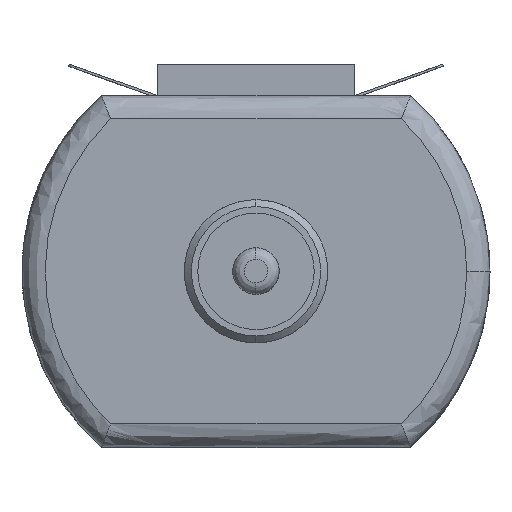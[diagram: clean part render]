
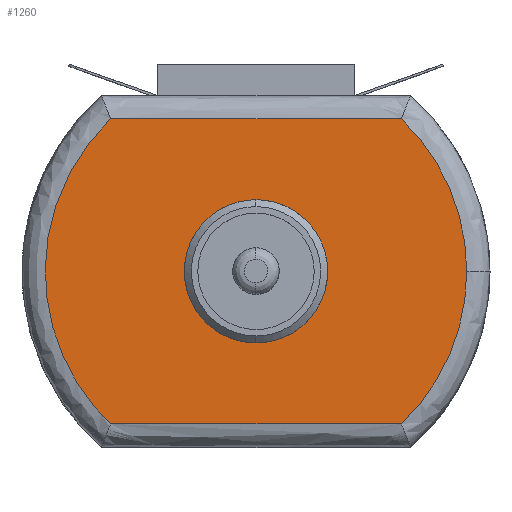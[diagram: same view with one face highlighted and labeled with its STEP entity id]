
A CAD part, top view. The second image highlights one B-rep face of the part: STEP entity #1260.
In plain terms, the highlighted free-form (B-spline) face has degree [1, 1] with [2, 2] control points.
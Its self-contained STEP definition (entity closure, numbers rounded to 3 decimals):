
#324 = VERTEX_POINT('',#325);
#325 = CARTESIAN_POINT('',(0.,-4.193,0.));
#330 = EDGE_CURVE('',#324,#331,#333,.T.);
#331 = VERTEX_POINT('',#332);
#332 = CARTESIAN_POINT('',(0.,4.193,0.));
#333 = ( BOUNDED_CURVE() B_SPLINE_CURVE(2,(#334,#335,#336,#337,#338),
.UNSPECIFIED.,.F.,.F.) B_SPLINE_CURVE_WITH_KNOTS((3,2,3),(4.712
,6.283,7.854),.PIECEWISE_BEZIER_KNOTS.) CURVE() 
GEOMETRIC_REPRESENTATION_ITEM() RATIONAL_B_SPLINE_CURVE((1.,
0.707,1.,0.707,1.)) REPRESENTATION_ITEM('') );
#334 = CARTESIAN_POINT('',(0.,-4.193,0.));
#335 = CARTESIAN_POINT('',(4.193,-4.193,0.));
#336 = CARTESIAN_POINT('',(4.193,0.,0.));
#337 = CARTESIAN_POINT('',(4.193,4.193,0.));
#338 = CARTESIAN_POINT('',(0.,4.193,0.));
#547 = VERTEX_POINT('',#548);
#548 = CARTESIAN_POINT('',(12.341,0.,0.));
#554 = EDGE_CURVE('',#555,#547,#557,.T.);
#555 = VERTEX_POINT('',#556);
#556 = CARTESIAN_POINT('',(8.516,-8.932,0.));
#557 = ( BOUNDED_CURVE() B_SPLINE_CURVE(2,(#558,#559,#560),
.UNSPECIFIED.,.F.,.F.) B_SPLINE_CURVE_WITH_KNOTS((3,3),(5.474,
6.283),.PIECEWISE_BEZIER_KNOTS.) CURVE() 
GEOMETRIC_REPRESENTATION_ITEM() RATIONAL_B_SPLINE_CURVE((1.,
0.919,1.)) REPRESENTATION_ITEM('') );
#558 = CARTESIAN_POINT('',(8.516,-8.932,0.));
#559 = CARTESIAN_POINT('',(12.341,-5.285,0.));
#560 = CARTESIAN_POINT('',(12.341,0.,0.));
#1260 = ADVANCED_FACE('',(#1261,#1272),#1303,.T.);
#1261 = FACE_BOUND('',#1262,.T.);
#1262 = EDGE_LOOP('',(#1263,#1271));
#1263 = ORIENTED_EDGE('',*,*,#1264,.F.);
#1264 = EDGE_CURVE('',#331,#324,#1265,.T.);
#1265 = ( BOUNDED_CURVE() B_SPLINE_CURVE(2,(#1266,#1267,#1268,#1269,
#1270),.UNSPECIFIED.,.F.,.F.) B_SPLINE_CURVE_WITH_KNOTS((3,2,3),(
    1.571,3.142,4.712),
.PIECEWISE_BEZIER_KNOTS.) CURVE() GEOMETRIC_REPRESENTATION_ITEM() 
RATIONAL_B_SPLINE_CURVE((1.,0.707,1.,0.707,1.)) 
REPRESENTATION_ITEM('') );
#1266 = CARTESIAN_POINT('',(0.,4.193,0.));
#1267 = CARTESIAN_POINT('',(-4.193,4.193,0.));
#1268 = CARTESIAN_POINT('',(-4.193,0.,0.));
#1269 = CARTESIAN_POINT('',(-4.193,-4.193,0.));
#1270 = CARTESIAN_POINT('',(0.,-4.193,0.));
#1271 = ORIENTED_EDGE('',*,*,#330,.F.);
#1272 = FACE_BOUND('',#1273,.T.);
#1273 = EDGE_LOOP('',(#1274,#1283,#1291,#1296,#1297));
#1274 = ORIENTED_EDGE('',*,*,#1275,.T.);
#1275 = EDGE_CURVE('',#1276,#1278,#1280,.T.);
#1276 = VERTEX_POINT('',#1277);
#1277 = CARTESIAN_POINT('',(8.516,8.932,0.));
#1278 = VERTEX_POINT('',#1279);
#1279 = CARTESIAN_POINT('',(-8.516,8.932,0.));
#1280 = B_SPLINE_CURVE_WITH_KNOTS('',1,(#1281,#1282),.UNSPECIFIED.,.F.,
  .F.,(2,2),(-6.245,6.245),.PIECEWISE_BEZIER_KNOTS.);
#1281 = CARTESIAN_POINT('',(8.516,8.932,0.));
#1282 = CARTESIAN_POINT('',(-8.516,8.932,0.));
#1283 = ORIENTED_EDGE('',*,*,#1284,.T.);
#1284 = EDGE_CURVE('',#1278,#1285,#1287,.T.);
#1285 = VERTEX_POINT('',#1286);
#1286 = CARTESIAN_POINT('',(-8.516,-8.932,0.));
#1287 = ( BOUNDED_CURVE() B_SPLINE_CURVE(2,(#1288,#1289,#1290),
.UNSPECIFIED.,.F.,.F.) B_SPLINE_CURVE_WITH_KNOTS((3,3),(2.332,
3.951),.PIECEWISE_BEZIER_KNOTS.) CURVE() 
GEOMETRIC_REPRESENTATION_ITEM() RATIONAL_B_SPLINE_CURVE((1.,
0.69,1.)) REPRESENTATION_ITEM('') );
#1288 = CARTESIAN_POINT('',(-8.516,8.932,0.));
#1289 = CARTESIAN_POINT('',(-17.883,0.,0.));
#1290 = CARTESIAN_POINT('',(-8.516,-8.932,0.));
#1291 = ORIENTED_EDGE('',*,*,#1292,.T.);
#1292 = EDGE_CURVE('',#1285,#555,#1293,.T.);
#1293 = B_SPLINE_CURVE_WITH_KNOTS('',1,(#1294,#1295),.UNSPECIFIED.,.F.,
  .F.,(2,2),(-12.878,-0.388),.PIECEWISE_BEZIER_KNOTS.);
#1294 = CARTESIAN_POINT('',(-8.516,-8.932,0.));
#1295 = CARTESIAN_POINT('',(8.516,-8.932,0.));
#1296 = ORIENTED_EDGE('',*,*,#554,.T.);
#1297 = ORIENTED_EDGE('',*,*,#1298,.T.);
#1298 = EDGE_CURVE('',#547,#1276,#1299,.T.);
#1299 = ( BOUNDED_CURVE() B_SPLINE_CURVE(2,(#1300,#1301,#1302),
.UNSPECIFIED.,.F.,.F.) B_SPLINE_CURVE_WITH_KNOTS((3,3),(0.,
0.809),.PIECEWISE_BEZIER_KNOTS.) CURVE() 
GEOMETRIC_REPRESENTATION_ITEM() RATIONAL_B_SPLINE_CURVE((1.,
0.919,1.)) REPRESENTATION_ITEM('') );
#1300 = CARTESIAN_POINT('',(12.341,0.,0.));
#1301 = CARTESIAN_POINT('',(12.341,5.285,0.));
#1302 = CARTESIAN_POINT('',(8.516,8.932,0.));
#1303 = B_SPLINE_SURFACE_WITH_KNOTS('',1,1,(
    (#1304,#1305)
    ,(#1306,#1307
    )),.UNSPECIFIED.,.F.,.F.,.F.,(2,2),(2,2),(-9.05,9.05),(-6.55,6.55),
  .PIECEWISE_BEZIER_KNOTS.);
#1304 = CARTESIAN_POINT('',(-12.341,-8.932,0.));
#1305 = CARTESIAN_POINT('',(-12.341,8.932,0.));
#1306 = CARTESIAN_POINT('',(12.341,-8.932,0.));
#1307 = CARTESIAN_POINT('',(12.341,8.932,0.));
